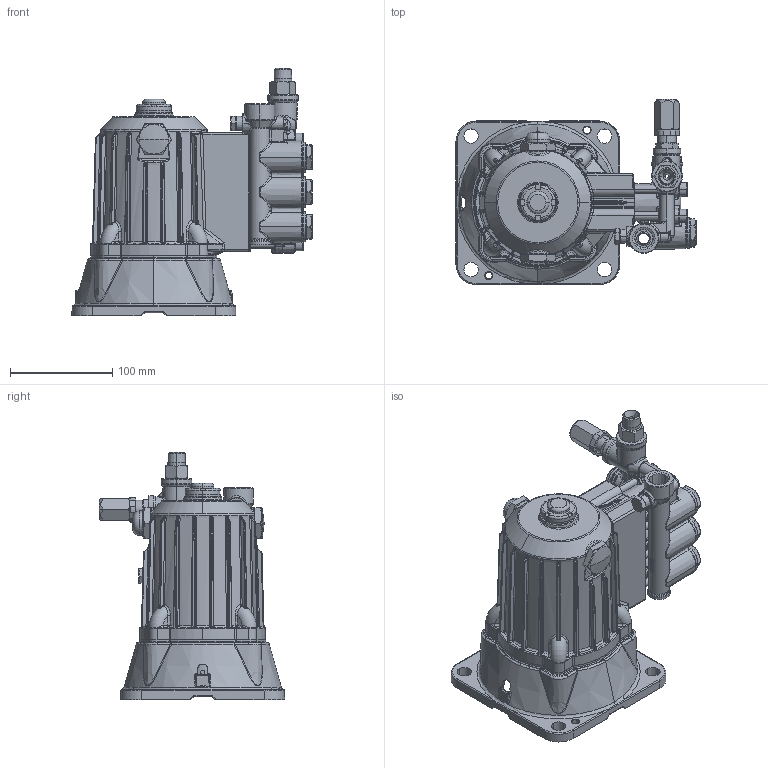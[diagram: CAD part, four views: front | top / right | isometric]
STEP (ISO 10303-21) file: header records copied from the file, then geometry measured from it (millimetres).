
FILE_DESCRIPTION (( 'STEP AP203' ), '1' );
FILE_NAME ('5SP40ELR.STEP', '2020-03-11T20:36:27', ( '' ), ( '' ), 'SwSTEP 2.0', 'SolidWorks 2019', '' );
FILE_SCHEMA (( 'CONFIG_CONTROL_DESIGN' ));
Products named in the file (1): 5SP40ELR
Bounding box: 234.5 x 180.9 x 242 mm (x, y, z)
Surface area: 277284 mm2 (no closed solid volume)
Topology: 0 solids, 57 shells, 3169 faces, 9529 edges, 5943 vertices
Faces by surface type: bspline 1221, cylinder 543, plane 518, torus 463, cone 313, sphere 111
Entity records: 158003 total; most frequent: CARTESIAN_POINT 84213, ORIENTED_EDGE 15897, DIRECTION 13620, EDGE_CURVE 9407, VERTEX_POINT 5943, AXIS2_PLACEMENT_3D 5882, CIRCLE 3933, B_SPLINE_CURVE_WITH_KNOTS 3475
